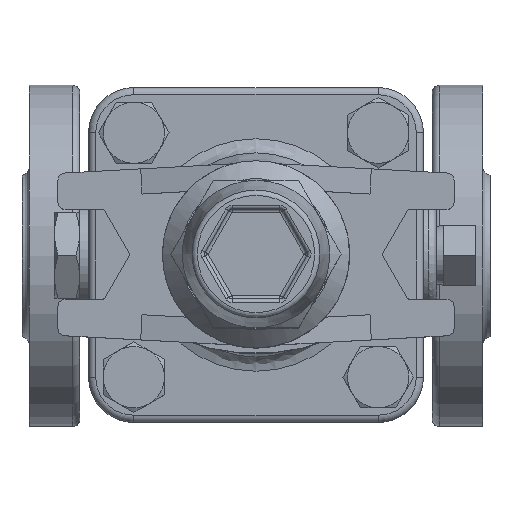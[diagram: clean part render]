
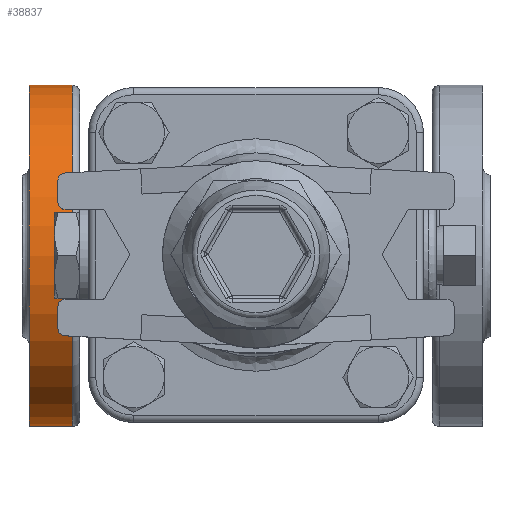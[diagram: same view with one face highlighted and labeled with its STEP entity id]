
A CAD part, top view. The second image highlights one B-rep face of the part: STEP entity #38837.
In plain terms, the highlighted cylindrical face has radius 47.5 mm (diameter 95 mm), a full revolution.
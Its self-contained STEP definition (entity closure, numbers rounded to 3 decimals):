
#38806=CARTESIAN_POINT('',(-51.,0.,94.));
#38807=VERTEX_POINT('',#38806);
#38808=CARTESIAN_POINT('',(-51.,0.0,46.5));
#38809=DIRECTION('',(1.0,0.0,0.0));
#38810=DIRECTION('',(0.0,0.0,-1.0));
#38811=AXIS2_PLACEMENT_3D('',#38808,#38809,#38810);
#38812=CIRCLE('',#38811,47.5);
#38813=EDGE_CURVE('',#38807,#38807,#38812,.T.);
#38818=CARTESIAN_POINT('',(-65.0,0.0,46.5));
#38819=DIRECTION('',(1.0,0.0,0.0));
#38820=DIRECTION('',(0.0,0.0,-1.0));
#38821=AXIS2_PLACEMENT_3D('',#38818,#38819,#38820);
#38822=CYLINDRICAL_SURFACE('',#38821,47.5);
#38823=CARTESIAN_POINT('',(-63.0,0.,94.));
#38824=VERTEX_POINT('',#38823);
#38825=CARTESIAN_POINT('',(-63.0,0.0,46.5));
#38826=DIRECTION('',(1.0,0.0,0.0));
#38827=DIRECTION('',(0.0,0.0,-1.0));
#38828=AXIS2_PLACEMENT_3D('',#38825,#38826,#38827);
#38829=CIRCLE('',#38828,47.5);
#38830=EDGE_CURVE('',#38824,#38824,#38829,.T.);
#38831=ORIENTED_EDGE('',*,*,#38830,.T.);
#38832=EDGE_LOOP('',(#38831));
#38833=FACE_OUTER_BOUND('',#38832,.T.);
#38834=ORIENTED_EDGE('',*,*,#38813,.F.);
#38835=EDGE_LOOP('',(#38834));
#38836=FACE_BOUND('',#38835,.T.);
#38837=ADVANCED_FACE('',(#38833,#38836),#38822,.T.);
